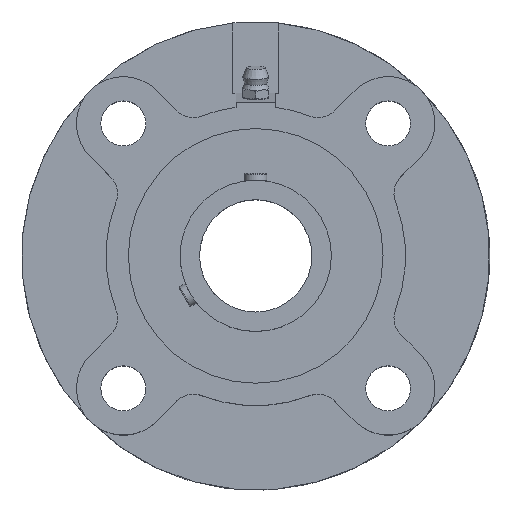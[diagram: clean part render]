
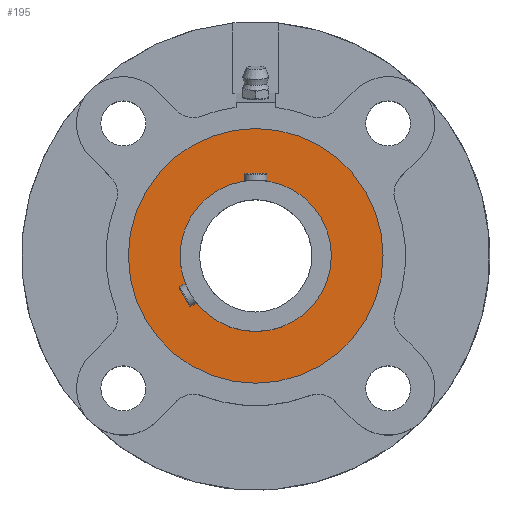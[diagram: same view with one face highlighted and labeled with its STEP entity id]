
A CAD part, top view. The second image highlights one B-rep face of the part: STEP entity #195.
In plain terms, the highlighted planar face has unit normal (0, 0, 1).
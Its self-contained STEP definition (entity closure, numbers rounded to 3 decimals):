
#195 = ADVANCED_FACE( '', ( #465, #466 ), #467, .T. );
#465 = FACE_BOUND( '', #838, .T. );
#466 = FACE_OUTER_BOUND( '', #839, .T. );
#467 = PLANE( '', #840 );
#838 = EDGE_LOOP( '', ( #1334 ) );
#839 = EDGE_LOOP( '', ( #1335 ) );
#840 = AXIS2_PLACEMENT_3D( '', #1336, #1337, #1338 );
#1334 = ORIENTED_EDGE( '', *, *, #2114, .F. );
#1335 = ORIENTED_EDGE( '', *, *, #2115, .T. );
#1336 = CARTESIAN_POINT( '', ( 0., 0., 18.4 ) );
#1337 = DIRECTION( '', ( 0., 0., 1. ) );
#1338 = DIRECTION( '', ( 1., 0., 0. ) );
#2114 = EDGE_CURVE( '', #2537, #2537, #2538, .T. );
#2115 = EDGE_CURVE( '', #2539, #2539, #2540, .T. );
#2537 = VERTEX_POINT( '', #3151 );
#2538 = CIRCLE( '', #3152, 20.2 );
#2539 = VERTEX_POINT( '', #3153 );
#2540 = CIRCLE( '', #3154, 34. );
#3151 = CARTESIAN_POINT( '', ( 20.2, 0., 18.4 ) );
#3152 = AXIS2_PLACEMENT_3D( '', #3974, #3975, #3976 );
#3153 = CARTESIAN_POINT( '', ( 34., 0., 18.4 ) );
#3154 = AXIS2_PLACEMENT_3D( '', #3977, #3978, #3979 );
#3974 = CARTESIAN_POINT( '', ( 0., 0., 18.4 ) );
#3975 = DIRECTION( '', ( 0., 0., 1. ) );
#3976 = DIRECTION( '', ( 1., 0., 0. ) );
#3977 = CARTESIAN_POINT( '', ( 0., 0., 18.4 ) );
#3978 = DIRECTION( '', ( 0., 0., 1. ) );
#3979 = DIRECTION( '', ( 1., 0., 0. ) );
